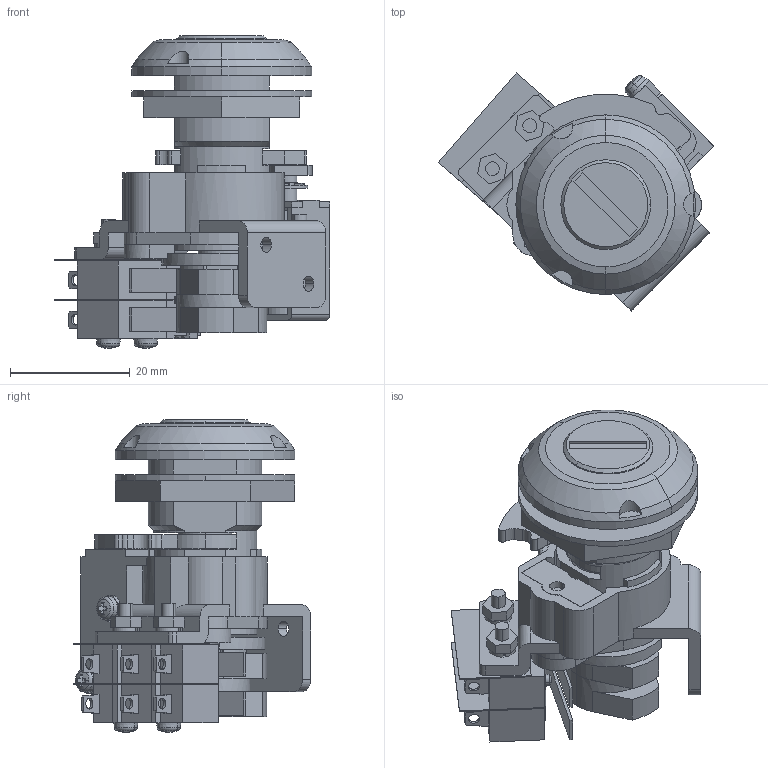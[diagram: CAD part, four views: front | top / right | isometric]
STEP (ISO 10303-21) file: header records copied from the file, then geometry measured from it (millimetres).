
FILE_DESCRIPTION (( 'STEP AP203' ), '1' );
FILE_NAME ('S-487-F-90-E-2-B.STEP', '2021-06-07T01:08:55', ( '' ), ( '' ), 'SwSTEP 2.0', 'SolidWorks 2018', '' );
FILE_SCHEMA (( 'CONFIG_CONTROL_DESIGN' ));
Length unit declared in the file: millimetre
Products named in the file (33): S-487-F-90-E-2-B_ジョイント_; S-487-F-90-E-2-B; S-487-F-90-E-2-B_マイクロスイッチ_; S-487-F-90-E-2-B_化粧キャップ_; S-487-F-90-E-2-B_レバー_; S-487-F-90-E-2-B_平ワッシャーISO(新JIS)ver1.01__M3平ワッシャー(鉄)みがき丸; S-487-F-90-E-2-B_錠前Assy_; S-487-F-90-E-2-B_僜儗僲僀僪Assy_; S-487-F-90-E-2-B_ナット_; S-487-F-90-E-2-B_ソレノイド取付ネジ_; S-487-F-90-E-2-B_六角穴付ボルト_内径基準ver1.01__M3x10六角穴付ボルト(鉄)シングルセムス; S-487-F-90-E-2-B_E形止め輪ver1.00__E形止め輪 呼び2.5(SUS); S-487-F-90-E-2-B_ストッパーリング_; S-487-F-90-E-2-B_ディテントカム_; S-487-F-90-E-2-B_シリンダー_; S-487-F-90-E-2-B_スリーブ_; S-487-F-90-E-2-B_ナット_M2.3_; S-487-F-90-E-2-B_スイッチ取付ネジ_; S-487-F-90-E-2-B_シリンダーケース_; S-487-F-90-E-2-B_インシュレータ_; S-487-F-90-E-2-B_儂儖僟乕Assy_; S-487-F-90-E-2-B_ホルダー_; S-487-F-90-E-2-B_パッキン_; S-487-F-90-E-2-B_スプリングワッシャー_M2.3_; S-487-F-90-E-2-B_ソレノイド_; S-487-F-90-E-2-B_十字穴付小ねじ_内径基準ver1.02__M3x12十字穴付なべ小ねじ(鉄)SWシングルセムス(P2); S-487-F-90-E-2-B_SW2用カム_; S-487-F-90-E-2-B_クランプ_; S-487-F-90-E-2-B_マイクロスイッチAssy_; S-487-F-90-E-2-B_十字穴付小ねじ_内径基準ver1.02__M3x8十字穴付なべ小ねじ(鉄)SWシングルセムス(P2); S-487-F-90-E-2-B_SW1用カム_; S-487-F-90-E-2-B_平ワッシャーISO(新JIS)ver1.01__M3平ワッシャー(SUS)みがき丸; S-487-F-90-E-2-B_スライダー_
Assembly tree (39 placements, depth 3):
  S-487-F-90-E-2-B
    S-487-F-90-E-2-B_錠前Assy_
      S-487-F-90-E-2-B_シリンダーケース_
      S-487-F-90-E-2-B_シリンダー_
      S-487-F-90-E-2-B_ジョイント_
      S-487-F-90-E-2-B_ストッパーリング_
      S-487-F-90-E-2-B_スリーブ_
    S-487-F-90-E-2-B_化粧キャップ_
    S-487-F-90-E-2-B_ナット_
    S-487-F-90-E-2-B_レバー_
    S-487-F-90-E-2-B_儂儖僟乕Assy_
      S-487-F-90-E-2-B_ホルダー_
      S-487-F-90-E-2-B_クランプ_
      S-487-F-90-E-2-B_スライダー_
      S-487-F-90-E-2-B_六角穴付ボルト_内径基準ver1.01__M3x10六角穴付ボルト(鉄)シングルセムス
      S-487-F-90-E-2-B_ディテントカム_
      S-487-F-90-E-2-B_十字穴付小ねじ_内径基準ver1.02__M3x8十字穴付なべ小ねじ(鉄)SWシングルセムス(P2)
    S-487-F-90-E-2-B_僜儗僲僀僪Assy_
      S-487-F-90-E-2-B_ソレノイド_
      S-487-F-90-E-2-B_平ワッシャーISO(新JIS)ver1.01__M3平ワッシャー(SUS)みがき丸
      S-487-F-90-E-2-B_E形止め輪ver1.00__E形止め輪 呼び2.5(SUS)
      S-487-F-90-E-2-B_ソレノイド取付ネジ_  x2
    S-487-F-90-E-2-B_マイクロスイッチAssy_
      S-487-F-90-E-2-B_マイクロスイッチ_  x2
      S-487-F-90-E-2-B_インシュレータ_  x2
      S-487-F-90-E-2-B_スイッチ取付ネジ_  x2
      S-487-F-90-E-2-B_スプリングワッシャー_M2.3_  x2
      S-487-F-90-E-2-B_ナット_M2.3_  x2
    S-487-F-90-E-2-B_SW1用カム_
    S-487-F-90-E-2-B_SW2用カム_
    S-487-F-90-E-2-B_十字穴付小ねじ_内径基準ver1.02__M3x12十字穴付なべ小ねじ(鉄)SWシングルセムス(P2)
    S-487-F-90-E-2-B_平ワッシャーISO(新JIS)ver1.01__M3平ワッシャー(鉄)みがき丸  x2
    S-487-F-90-E-2-B_パッキン_
Bounding box: 45.99 x 39.72 x 52.18 mm (x, y, z)
Volume: 22803.8 mm3; surface area: 26893.7 mm2
Topology: 37 solids, 37 shells, 1038 faces, 2714 edges, 1774 vertices
Faces by surface type: plane 681, cylinder 303, cone 26, sphere 16, torus 12
Entity records: 30115 total; most frequent: CARTESIAN_POINT 4682, DIRECTION 4680, ORIENTED_EDGE 4442, EDGE_CURVE 2221, AXIS2_PLACEMENT_3D 1588, LINE 1504, VECTOR 1504, VERTEX_POINT 1456
